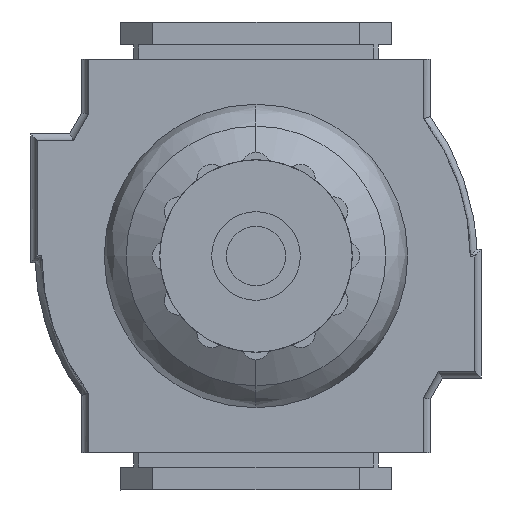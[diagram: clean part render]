
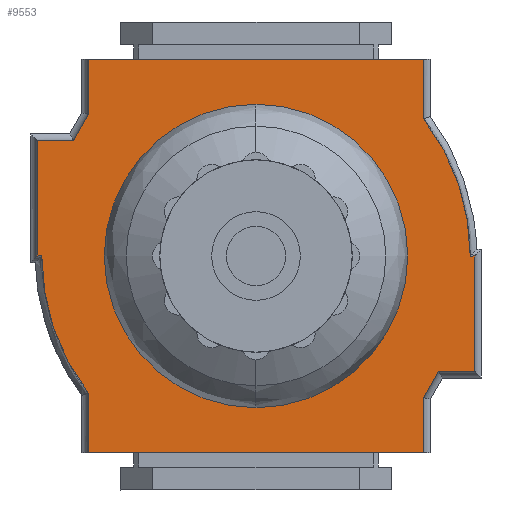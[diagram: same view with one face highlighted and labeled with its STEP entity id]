
A CAD part, front view. The second image highlights one B-rep face of the part: STEP entity #9553.
In plain terms, the highlighted face is planar.
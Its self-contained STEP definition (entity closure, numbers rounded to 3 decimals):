
#27 = DIRECTION ( 'NONE',  ( 0., 1., 0. ) ) ;
#28 = CARTESIAN_POINT ( 'NONE',  ( 23., 30.9, 0. ) ) ;
#34 = CARTESIAN_POINT ( 'NONE',  ( 18., 30.9, -21.125 ) ) ;
#225 = CARTESIAN_POINT ( 'NONE',  ( 0., 30.9, 0. ) ) ;
#476 = CARTESIAN_POINT ( 'NONE',  ( -23., 30.9, 0. ) ) ;
#586 = DIRECTION ( 'NONE',  ( 1., 0., 0. ) ) ;
#722 = VECTOR ( 'NONE', #6882, 1000. ) ;
#774 = EDGE_CURVE ( 'NONE', #7665, #6846, #6448, .T. ) ;
#805 = EDGE_CURVE ( 'NONE', #7577, #7665, #5923, .T. ) ;
#807 = LINE ( 'NONE', #2163, #3601 ) ;
#891 = VECTOR ( 'NONE', #2091, 1000. ) ;
#920 = AXIS2_PLACEMENT_3D ( 'NONE', #225, #27, #3187 ) ;
#1133 = DIRECTION ( 'NONE',  ( -1., 0., 0. ) ) ;
#1170 = ORIENTED_EDGE ( 'NONE', *, *, #5610, .F. ) ;
#1232 = DIRECTION ( 'NONE',  ( 1., 0., 0. ) ) ;
#1261 = EDGE_CURVE ( 'NONE', #5989, #8566, #8817, .T. ) ;
#1277 = ORIENTED_EDGE ( 'NONE', *, *, #1432, .F. ) ;
#1302 = AXIS2_PLACEMENT_3D ( 'NONE', #5167, #8250, #4506 ) ;
#1370 = DIRECTION ( 'NONE',  ( 0., 0., 1. ) ) ;
#1432 = EDGE_CURVE ( 'NONE', #7760, #1599, #8034, .T. ) ;
#1441 = CARTESIAN_POINT ( 'NONE',  ( -18., 30.9, 21.125 ) ) ;
#1599 = VERTEX_POINT ( 'NONE', #2328 ) ;
#1665 = ORIENTED_EDGE ( 'NONE', *, *, #774, .F. ) ;
#1849 = EDGE_CURVE ( 'NONE', #3524, #7760, #7902, .T. ) ;
#2091 = DIRECTION ( 'NONE',  ( 1., 0., 0. ) ) ;
#2163 = CARTESIAN_POINT ( 'NONE',  ( -18., 30.9, -15.2 ) ) ;
#2218 = LINE ( 'NONE', #3817, #4681 ) ;
#2243 = EDGE_CURVE ( 'NONE', #1599, #5978, #2218, .T. ) ;
#2248 = CARTESIAN_POINT ( 'NONE',  ( -23.5, 30.9, -12.4 ) ) ;
#2328 = CARTESIAN_POINT ( 'NONE',  ( -23.5, 30.9, 0. ) ) ;
#2367 = LINE ( 'NONE', #9108, #5335 ) ;
#2535 = DIRECTION ( 'NONE',  ( -1., 0., 0. ) ) ;
#2545 = VECTOR ( 'NONE', #1370, 1000. ) ;
#2580 = CARTESIAN_POINT ( 'NONE',  ( 23.5, 30.9, 12.4 ) ) ;
#2683 = ORIENTED_EDGE ( 'NONE', *, *, #805, .F. ) ;
#2712 = CARTESIAN_POINT ( 'NONE',  ( 18., 30.9, 21.125 ) ) ;
#2915 = EDGE_CURVE ( 'NONE', #4824, #8670, #2367, .T. ) ;
#2955 = LINE ( 'NONE', #5262, #891 ) ;
#2968 = VECTOR ( 'NONE', #1232, 1000. ) ;
#3035 = ORIENTED_EDGE ( 'NONE', *, *, #6412, .F. ) ;
#3074 = LINE ( 'NONE', #7093, #7441 ) ;
#3093 = EDGE_CURVE ( 'NONE', #6846, #3524, #6774, .T. ) ;
#3187 = DIRECTION ( 'NONE',  ( 0., 0., 1. ) ) ;
#3310 = CARTESIAN_POINT ( 'NONE',  ( -18., 30.9, 14.731 ) ) ;
#3524 = VERTEX_POINT ( 'NONE', #3310 ) ;
#3561 = DIRECTION ( 'NONE',  ( -1., 0., 0. ) ) ;
#3569 = PLANE ( 'NONE',  #920 ) ;
#3601 = VECTOR ( 'NONE', #5960, 1000. ) ;
#3609 = VECTOR ( 'NONE', #9210, 1000. ) ;
#3704 = DIRECTION ( 'NONE',  ( 0., 0., -1. ) ) ;
#3777 = VERTEX_POINT ( 'NONE', #6728 ) ;
#3817 = CARTESIAN_POINT ( 'NONE',  ( -23.5, 30.9, 0. ) ) ;
#3852 = ORIENTED_EDGE ( 'NONE', *, *, #4228, .F. ) ;
#3867 = EDGE_CURVE ( 'NONE', #8670, #8741, #807, .T. ) ;
#4171 = CARTESIAN_POINT ( 'NONE',  ( 18., 30.9, 21.125 ) ) ;
#4211 = VECTOR ( 'NONE', #3704, 1000. ) ;
#4228 = EDGE_CURVE ( 'NONE', #8566, #3777, #5385, .T. ) ;
#4455 = AXIS2_PLACEMENT_3D ( 'NONE', #9727, #5891, #586 ) ;
#4460 = FACE_OUTER_BOUND ( 'NONE', #8666, .T. ) ;
#4477 = ORIENTED_EDGE ( 'NONE', *, *, #3093, .F. ) ;
#4485 = CARTESIAN_POINT ( 'NONE',  ( 18., 30.9, -14.731 ) ) ;
#4488 = LINE ( 'NONE', #5148, #722 ) ;
#4506 = DIRECTION ( 'NONE',  ( -1., 0., 0. ) ) ;
#4508 = ORIENTED_EDGE ( 'NONE', *, *, #5832, .F. ) ;
#4517 = CARTESIAN_POINT ( 'NONE',  ( 18., 30.9, 15.2 ) ) ;
#4651 = CARTESIAN_POINT ( 'NONE',  ( -18., 30.9, 21.125 ) ) ;
#4681 = VECTOR ( 'NONE', #8356, 1000. ) ;
#4710 = ORIENTED_EDGE ( 'NONE', *, *, #3867, .F. ) ;
#4824 = VERTEX_POINT ( 'NONE', #7238 ) ;
#4994 = DIRECTION ( 'NONE',  ( 0., 0., 1. ) ) ;
#5090 = CARTESIAN_POINT ( 'NONE',  ( -23.5, 30.9, -12.4 ) ) ;
#5148 = CARTESIAN_POINT ( 'NONE',  ( 18., 30.9, -21.125 ) ) ;
#5160 = CARTESIAN_POINT ( 'NONE',  ( 23., 30.9, 0. ) ) ;
#5167 = CARTESIAN_POINT ( 'NONE',  ( 1.2, 30.9, 0. ) ) ;
#5197 = VERTEX_POINT ( 'NONE', #34 ) ;
#5236 = VERTEX_POINT ( 'NONE', #6248 ) ;
#5262 = CARTESIAN_POINT ( 'NONE',  ( -18., 30.9, -21.125 ) ) ;
#5267 = ORIENTED_EDGE ( 'NONE', *, *, #6630, .F. ) ;
#5276 = ORIENTED_EDGE ( 'NONE', *, *, #2243, .F. ) ;
#5295 = EDGE_CURVE ( 'NONE', #5978, #4824, #9768, .T. ) ;
#5312 = EDGE_CURVE ( 'NONE', #3777, #7345, #8980, .T. ) ;
#5335 = VECTOR ( 'NONE', #5435, 1000. ) ;
#5385 = LINE ( 'NONE', #28, #3609 ) ;
#5435 = DIRECTION ( 'NONE',  ( 0.496, 0., -0.868 ) ) ;
#5592 = VECTOR ( 'NONE', #2535, 1000. ) ;
#5610 = EDGE_CURVE ( 'NONE', #8741, #5197, #2955, .T. ) ;
#5616 = CARTESIAN_POINT ( 'NONE',  ( -18., 30.9, -21.125 ) ) ;
#5661 = VECTOR ( 'NONE', #3561, 1000. ) ;
#5832 = EDGE_CURVE ( 'NONE', #5197, #5989, #4488, .T. ) ;
#5891 = DIRECTION ( 'NONE',  ( 0., -1., 0. ) ) ;
#5923 = LINE ( 'NONE', #4517, #2545 ) ;
#5960 = DIRECTION ( 'NONE',  ( 0., 0., -1. ) ) ;
#5978 = VERTEX_POINT ( 'NONE', #2248 ) ;
#5989 = VERTEX_POINT ( 'NONE', #4485 ) ;
#6218 = DIRECTION ( 'NONE',  ( -0.496, 0., 0.868 ) ) ;
#6248 = CARTESIAN_POINT ( 'NONE',  ( 19.6, 30.9, 12.4 ) ) ;
#6259 = VECTOR ( 'NONE', #1133, 1000. ) ;
#6412 = EDGE_CURVE ( 'NONE', #7345, #5236, #9007, .T. ) ;
#6448 = LINE ( 'NONE', #4171, #5592 ) ;
#6630 = EDGE_CURVE ( 'NONE', #5236, #7577, #3074, .T. ) ;
#6728 = CARTESIAN_POINT ( 'NONE',  ( 23.5, 30.9, 0. ) ) ;
#6774 = LINE ( 'NONE', #4651, #4211 ) ;
#6846 = VERTEX_POINT ( 'NONE', #1441 ) ;
#6882 = DIRECTION ( 'NONE',  ( 0., 0., 1. ) ) ;
#7093 = CARTESIAN_POINT ( 'NONE',  ( 19.6, 30.9, 12.4 ) ) ;
#7238 = CARTESIAN_POINT ( 'NONE',  ( -19.6, 30.9, -12.4 ) ) ;
#7276 = CARTESIAN_POINT ( 'NONE',  ( 23.5, 30.9, 0. ) ) ;
#7345 = VERTEX_POINT ( 'NONE', #2580 ) ;
#7441 = VECTOR ( 'NONE', #6218, 1000. ) ;
#7545 = CARTESIAN_POINT ( 'NONE',  ( -23., 30.9, 0. ) ) ;
#7577 = VERTEX_POINT ( 'NONE', #8712 ) ;
#7665 = VERTEX_POINT ( 'NONE', #2712 ) ;
#7760 = VERTEX_POINT ( 'NONE', #7545 ) ;
#7902 = CIRCLE ( 'NONE', #1302, 24.2 ) ;
#8008 = ORIENTED_EDGE ( 'NONE', *, *, #5295, .F. ) ;
#8034 = LINE ( 'NONE', #476, #6259 ) ;
#8250 = DIRECTION ( 'NONE',  ( 0., -1., 0. ) ) ;
#8356 = DIRECTION ( 'NONE',  ( 0., 0., -1. ) ) ;
#8403 = CARTESIAN_POINT ( 'NONE',  ( -18., 30.9, -15.2 ) ) ;
#8566 = VERTEX_POINT ( 'NONE', #5160 ) ;
#8666 = EDGE_LOOP ( 'NONE', ( #3852, #9334, #4508, #1170, #4710, #9208, #8008, #5276, #1277, #8855, #4477, #1665, #2683, #5267, #3035, #9735 ) ) ;
#8670 = VERTEX_POINT ( 'NONE', #8403 ) ;
#8712 = CARTESIAN_POINT ( 'NONE',  ( 18., 30.9, 15.2 ) ) ;
#8741 = VERTEX_POINT ( 'NONE', #5616 ) ;
#8817 = CIRCLE ( 'NONE', #4455, 24.2 ) ;
#8855 = ORIENTED_EDGE ( 'NONE', *, *, #1849, .F. ) ;
#8980 = LINE ( 'NONE', #7276, #9398 ) ;
#9007 = LINE ( 'NONE', #9793, #5661 ) ;
#9108 = CARTESIAN_POINT ( 'NONE',  ( -19.6, 30.9, -12.4 ) ) ;
#9208 = ORIENTED_EDGE ( 'NONE', *, *, #2915, .F. ) ;
#9210 = DIRECTION ( 'NONE',  ( 1., 0., 0. ) ) ;
#9334 = ORIENTED_EDGE ( 'NONE', *, *, #1261, .F. ) ;
#9398 = VECTOR ( 'NONE', #4994, 1000. ) ;
#9553 = ADVANCED_FACE ( 'NONE', ( #4460 ), #3569, .T. ) ;
#9727 = CARTESIAN_POINT ( 'NONE',  ( -1.2, 30.9, 0. ) ) ;
#9735 = ORIENTED_EDGE ( 'NONE', *, *, #5312, .F. ) ;
#9768 = LINE ( 'NONE', #5090, #2968 ) ;
#9793 = CARTESIAN_POINT ( 'NONE',  ( 23.5, 30.9, 12.4 ) ) ;
